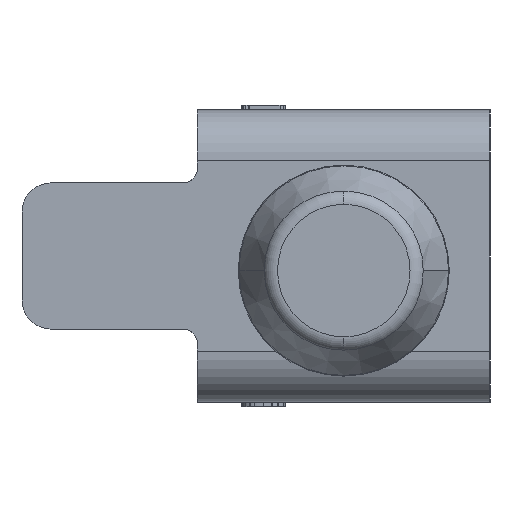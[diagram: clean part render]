
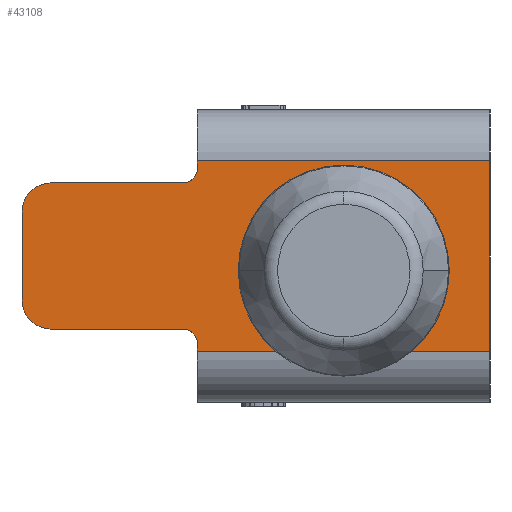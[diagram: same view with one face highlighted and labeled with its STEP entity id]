
A CAD part, left-side view. The second image highlights one B-rep face of the part: STEP entity #43108.
In plain terms, the highlighted planar face has unit normal (-1, 0, 0).
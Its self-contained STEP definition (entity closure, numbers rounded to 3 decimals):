
#443=CARTESIAN_POINT('',(-36.675,-2.5,-0.5));
#444=VERTEX_POINT('',#443);
#453=CARTESIAN_POINT('',(-36.675,2.5,-0.5));
#454=VERTEX_POINT('',#453);
#455=CARTESIAN_POINT('',(-36.675,0.0,-0.5));
#456=DIRECTION('',(1.0,0.0,0.0));
#457=DIRECTION('',(0.0,-1.0,0.0));
#458=AXIS2_PLACEMENT_3D('',#455,#456,#457);
#459=CIRCLE('',#458,2.5);
#460=EDGE_CURVE('',#454,#444,#459,.T.);
#808=CARTESIAN_POINT('',(-36.675,10.707,2.207));
#809=VERTEX_POINT('',#808);
#818=CARTESIAN_POINT('',(-36.675,10.0,2.5));
#819=VERTEX_POINT('',#818);
#820=CARTESIAN_POINT('',(-36.675,10.0,1.5));
#821=DIRECTION('',(1.,0.0,0.0));
#822=DIRECTION('',(0.0,0.707,0.707));
#823=AXIS2_PLACEMENT_3D('',#820,#821,#822);
#824=CIRCLE('',#823,1.);
#825=EDGE_CURVE('',#809,#819,#824,.T.);
#850=CARTESIAN_POINT('',(-36.675,10.707,-2.207));
#851=VERTEX_POINT('',#850);
#860=CARTESIAN_POINT('',(-36.675,11.0,-1.5));
#861=VERTEX_POINT('',#860);
#862=CARTESIAN_POINT('',(-36.675,10.0,-1.5));
#863=DIRECTION('',(1.,0.0,0.0));
#864=DIRECTION('',(0.0,0.707,-0.707));
#865=AXIS2_PLACEMENT_3D('',#862,#863,#864);
#866=CIRCLE('',#865,1.);
#867=EDGE_CURVE('',#851,#861,#866,.T.);
#1124=CARTESIAN_POINT('',(-36.675,5.146,-2.646));
#1125=VERTEX_POINT('',#1124);
#1132=CARTESIAN_POINT('',(-36.675,5.5,-2.5));
#1133=VERTEX_POINT('',#1132);
#1134=CARTESIAN_POINT('',(-36.675,5.5,-3.));
#1135=DIRECTION('',(-1.,0.0,0.0));
#1136=DIRECTION('',(0.0,-0.707,0.707));
#1137=AXIS2_PLACEMENT_3D('',#1134,#1135,#1136);
#1138=CIRCLE('',#1137,0.5);
#1139=EDGE_CURVE('',#1125,#1133,#1138,.T.);
#1156=CARTESIAN_POINT('',(-36.675,5.146,2.646));
#1157=VERTEX_POINT('',#1156);
#1165=CARTESIAN_POINT('',(-36.675,5.5,2.5));
#1166=VERTEX_POINT('',#1165);
#1173=CARTESIAN_POINT('',(-36.675,5.5,3.));
#1174=DIRECTION('',(-1.,0.0,0.0));
#1175=DIRECTION('',(0.0,-0.707,-0.707));
#1176=AXIS2_PLACEMENT_3D('',#1173,#1174,#1175);
#1177=CIRCLE('',#1176,0.5);
#1178=EDGE_CURVE('',#1166,#1157,#1177,.T.);
#42467=CARTESIAN_POINT('',(-36.675,5.0,3.));
#42468=VERTEX_POINT('',#42467);
#42469=CARTESIAN_POINT('',(-36.675,5.5,3.));
#42470=DIRECTION('',(-1.,0.0,0.0));
#42471=DIRECTION('',(0.0,-0.707,-0.707));
#42472=AXIS2_PLACEMENT_3D('',#42469,#42470,#42471);
#42473=CIRCLE('',#42472,0.5);
#42474=EDGE_CURVE('',#1157,#42468,#42473,.T.);
#42509=CARTESIAN_POINT('',(-36.675,5.0,-3.));
#42510=VERTEX_POINT('',#42509);
#42517=CARTESIAN_POINT('',(-36.675,5.5,-3.));
#42518=DIRECTION('',(-1.,0.0,0.0));
#42519=DIRECTION('',(0.0,-0.707,0.707));
#42520=AXIS2_PLACEMENT_3D('',#42517,#42518,#42519);
#42521=CIRCLE('',#42520,0.5);
#42522=EDGE_CURVE('',#42510,#1125,#42521,.T.);
#42557=CARTESIAN_POINT('',(-36.675,5.5,2.5));
#42558=DIRECTION('',(0.0,1.0,0.0));
#42559=VECTOR('',#42558,4.5);
#42560=LINE('',#42557,#42559);
#42561=EDGE_CURVE('',#1166,#819,#42560,.T.);
#42647=CARTESIAN_POINT('',(-36.675,5.0,-3.25));
#42648=VERTEX_POINT('',#42647);
#42656=CARTESIAN_POINT('',(-36.675,5.0,-3.));
#42657=DIRECTION('',(0.0,0.0,-1.0));
#42658=VECTOR('',#42657,0.25);
#42659=LINE('',#42656,#42658);
#42660=EDGE_CURVE('',#42510,#42648,#42659,.T.);
#42713=CARTESIAN_POINT('',(-36.675,10.0,-2.5));
#42714=VERTEX_POINT('',#42713);
#42715=CARTESIAN_POINT('',(-36.675,10.0,-2.5));
#42716=DIRECTION('',(0.0,-1.0,0.0));
#42717=VECTOR('',#42716,4.5);
#42718=LINE('',#42715,#42717);
#42719=EDGE_CURVE('',#42714,#1133,#42718,.T.);
#43009=CARTESIAN_POINT('',(-36.675,10.0,-1.5));
#43010=DIRECTION('',(1.,0.0,0.0));
#43011=DIRECTION('',(0.0,0.707,-0.707));
#43012=AXIS2_PLACEMENT_3D('',#43009,#43010,#43011);
#43013=CIRCLE('',#43012,1.);
#43014=EDGE_CURVE('',#42714,#851,#43013,.T.);
#43025=CARTESIAN_POINT('',(-36.675,11.0,1.5));
#43026=VERTEX_POINT('',#43025);
#43027=CARTESIAN_POINT('',(-36.675,11.0,1.5));
#43028=DIRECTION('',(0.0,0.0,-1.0));
#43029=VECTOR('',#43028,3.0);
#43030=LINE('',#43027,#43029);
#43031=EDGE_CURVE('',#43026,#861,#43030,.T.);
#43043=CARTESIAN_POINT('',(-36.675,0.0,-9.));
#43044=DIRECTION('',(-1.0,0.0,0.0));
#43045=DIRECTION('',(0.0,0.0,1.0));
#43046=AXIS2_PLACEMENT_3D('',#43043,#43044,#43045);
#43047=PLANE('',#43046);
#43048=ORIENTED_EDGE('',*,*,#43014,.F.);
#43049=ORIENTED_EDGE('',*,*,#42719,.T.);
#43050=ORIENTED_EDGE('',*,*,#1139,.F.);
#43051=ORIENTED_EDGE('',*,*,#42522,.F.);
#43052=ORIENTED_EDGE('',*,*,#42660,.T.);
#43053=CARTESIAN_POINT('',(-36.675,-5.0,-3.25));
#43054=VERTEX_POINT('',#43053);
#43055=CARTESIAN_POINT('',(-36.675,-5.0,-3.25));
#43056=DIRECTION('',(0.0,1.0,0.0));
#43057=VECTOR('',#43056,10.0);
#43058=LINE('',#43055,#43057);
#43059=EDGE_CURVE('',#43054,#42648,#43058,.T.);
#43060=ORIENTED_EDGE('',*,*,#43059,.F.);
#43061=CARTESIAN_POINT('',(-36.675,-5.0,3.25));
#43062=VERTEX_POINT('',#43061);
#43063=CARTESIAN_POINT('',(-36.675,-5.0,-3.25));
#43064=DIRECTION('',(0.0,0.0,1.0));
#43065=VECTOR('',#43064,6.5);
#43066=LINE('',#43063,#43065);
#43067=EDGE_CURVE('',#43054,#43062,#43066,.T.);
#43068=ORIENTED_EDGE('',*,*,#43067,.T.);
#43069=CARTESIAN_POINT('',(-36.675,5.0,3.25));
#43070=VERTEX_POINT('',#43069);
#43071=CARTESIAN_POINT('',(-36.675,-5.0,3.25));
#43072=DIRECTION('',(0.0,1.0,0.0));
#43073=VECTOR('',#43072,10.0);
#43074=LINE('',#43071,#43073);
#43075=EDGE_CURVE('',#43062,#43070,#43074,.T.);
#43076=ORIENTED_EDGE('',*,*,#43075,.T.);
#43077=CARTESIAN_POINT('',(-36.675,5.0,3.25));
#43078=DIRECTION('',(0.0,0.0,-1.0));
#43079=VECTOR('',#43078,0.25);
#43080=LINE('',#43077,#43079);
#43081=EDGE_CURVE('',#43070,#42468,#43080,.T.);
#43082=ORIENTED_EDGE('',*,*,#43081,.T.);
#43083=ORIENTED_EDGE('',*,*,#42474,.F.);
#43084=ORIENTED_EDGE('',*,*,#1178,.F.);
#43085=ORIENTED_EDGE('',*,*,#42561,.T.);
#43086=ORIENTED_EDGE('',*,*,#825,.F.);
#43087=CARTESIAN_POINT('',(-36.675,10.0,1.5));
#43088=DIRECTION('',(1.,0.0,0.0));
#43089=DIRECTION('',(0.0,0.707,0.707));
#43090=AXIS2_PLACEMENT_3D('',#43087,#43088,#43089);
#43091=CIRCLE('',#43090,1.);
#43092=EDGE_CURVE('',#43026,#809,#43091,.T.);
#43093=ORIENTED_EDGE('',*,*,#43092,.F.);
#43094=ORIENTED_EDGE('',*,*,#43031,.T.);
#43095=ORIENTED_EDGE('',*,*,#867,.F.);
#43096=EDGE_LOOP('',(#43048,#43049,#43050,#43051,#43052,#43060,#43068,#43076,#43082,#43083,#43084,#43085,#43086,#43093,#43094,#43095));
#43097=FACE_OUTER_BOUND('',#43096,.T.);
#43098=CARTESIAN_POINT('',(-36.675,0.0,-0.5));
#43099=DIRECTION('',(1.0,0.0,0.0));
#43100=DIRECTION('',(0.0,-1.0,0.0));
#43101=AXIS2_PLACEMENT_3D('',#43098,#43099,#43100);
#43102=CIRCLE('',#43101,2.5);
#43103=EDGE_CURVE('',#444,#454,#43102,.T.);
#43104=ORIENTED_EDGE('',*,*,#43103,.T.);
#43105=ORIENTED_EDGE('',*,*,#460,.T.);
#43106=EDGE_LOOP('',(#43104,#43105));
#43107=FACE_BOUND('',#43106,.T.);
#43108=ADVANCED_FACE('',(#43097,#43107),#43047,.T.);
